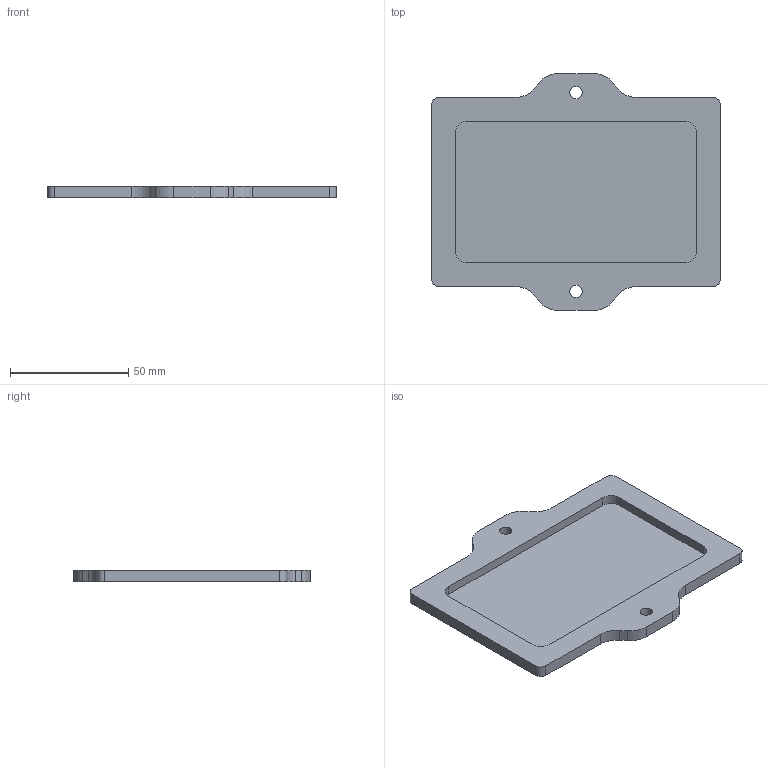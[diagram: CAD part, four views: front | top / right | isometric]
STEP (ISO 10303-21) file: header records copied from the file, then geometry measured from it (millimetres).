
FILE_DESCRIPTION (( 'STEP AP214' ), '1' );
FILE_NAME ('Base plate - V2.STEP', '2016-01-18T12:50:33', ( '' ), ( '' ), 'SwSTEP 2.0', 'SolidWorks 2016', '' );
FILE_SCHEMA (( 'AUTOMOTIVE_DESIGN' ));
Length unit declared in the file: millimetre
Products named in the file (1): Base plate - V2
Bounding box: 122 x 100 x 5 mm (x, y, z)
Volume: 27474.2 mm3; surface area: 24236.7 mm2
Topology: 1 solids, 1 shells, 43 faces, 120 edges, 80 vertices
Faces by surface type: plane 23, cylinder 20
Entity records: 1436 total; most frequent: DIRECTION 248, CARTESIAN_POINT 244, ORIENTED_EDGE 240, EDGE_CURVE 120, AXIS2_PLACEMENT_3D 84, VECTOR 80, VERTEX_POINT 80, LINE 80
